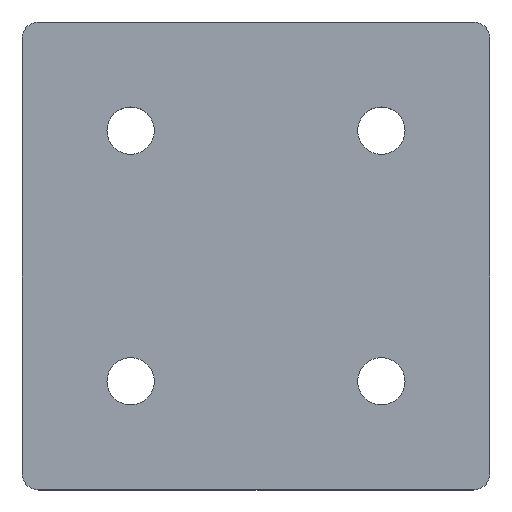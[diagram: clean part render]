
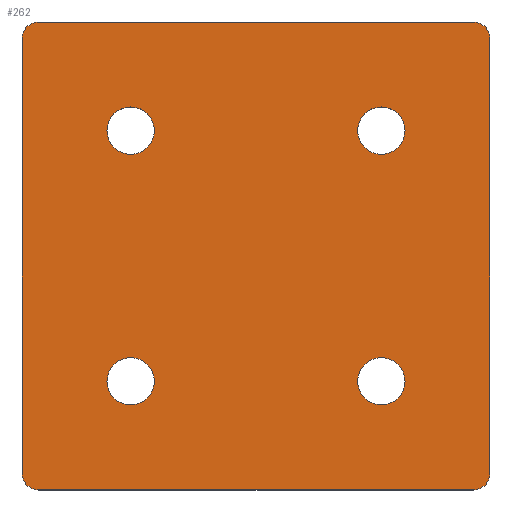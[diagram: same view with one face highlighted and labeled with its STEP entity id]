
A CAD part, top view. The second image highlights one B-rep face of the part: STEP entity #262.
In plain terms, the highlighted planar face has unit normal (0, 0, 1).
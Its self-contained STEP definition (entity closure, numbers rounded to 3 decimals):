
#23=FACE_BOUND('',#69,.T.);
#24=FACE_BOUND('',#70,.T.);
#25=FACE_BOUND('',#71,.T.);
#26=FACE_BOUND('',#72,.T.);
#32=PLANE('',#294);
#46=FACE_OUTER_BOUND('',#68,.T.);
#68=EDGE_LOOP('',(#229,#230,#231,#232,#233,#234,#235,#236));
#69=EDGE_LOOP('',(#237));
#70=EDGE_LOOP('',(#238));
#71=EDGE_LOOP('',(#239));
#72=EDGE_LOOP('',(#240));
#77=LINE('',#388,#93);
#83=LINE('',#417,#99);
#87=LINE('',#440,#103);
#88=LINE('',#442,#104);
#93=VECTOR('',#309,78.);
#99=VECTOR('',#337,78.);
#103=VECTOR('',#367,78.);
#104=VECTOR('',#370,78.);
#105=CIRCLE('',#266,3.);
#114=CIRCLE('',#278,3.);
#115=CIRCLE('',#281,3.);
#116=CIRCLE('',#283,3.);
#117=CIRCLE('',#285,4.25);
#118=CIRCLE('',#287,4.25);
#119=CIRCLE('',#289,4.25);
#120=CIRCLE('',#291,4.25);
#121=VERTEX_POINT('',#375);
#122=VERTEX_POINT('',#376);
#126=VERTEX_POINT('',#386);
#136=VERTEX_POINT('',#410);
#137=VERTEX_POINT('',#411);
#138=VERTEX_POINT('',#416);
#139=VERTEX_POINT('',#420);
#140=VERTEX_POINT('',#424);
#141=VERTEX_POINT('',#428);
#142=VERTEX_POINT('',#431);
#143=VERTEX_POINT('',#434);
#144=VERTEX_POINT('',#437);
#145=EDGE_CURVE('',#121,#122,#105,.T.);
#151=EDGE_CURVE('',#121,#126,#77,.T.);
#162=EDGE_CURVE('',#136,#137,#114,.T.);
#165=EDGE_CURVE('',#138,#137,#83,.T.);
#167=EDGE_CURVE('',#138,#139,#115,.T.);
#169=EDGE_CURVE('',#140,#126,#116,.T.);
#171=EDGE_CURVE('',#141,#141,#117,.T.);
#172=EDGE_CURVE('',#142,#142,#118,.T.);
#173=EDGE_CURVE('',#143,#143,#119,.T.);
#174=EDGE_CURVE('',#144,#144,#120,.T.);
#175=EDGE_CURVE('',#136,#122,#87,.T.);
#176=EDGE_CURVE('',#140,#139,#88,.T.);
#229=ORIENTED_EDGE('',*,*,#145,.F.);
#230=ORIENTED_EDGE('',*,*,#151,.T.);
#231=ORIENTED_EDGE('',*,*,#169,.F.);
#232=ORIENTED_EDGE('',*,*,#176,.T.);
#233=ORIENTED_EDGE('',*,*,#167,.F.);
#234=ORIENTED_EDGE('',*,*,#165,.T.);
#235=ORIENTED_EDGE('',*,*,#162,.F.);
#236=ORIENTED_EDGE('',*,*,#175,.T.);
#237=ORIENTED_EDGE('',*,*,#171,.T.);
#238=ORIENTED_EDGE('',*,*,#172,.T.);
#239=ORIENTED_EDGE('',*,*,#173,.T.);
#240=ORIENTED_EDGE('',*,*,#174,.T.);
#262=ADVANCED_FACE('',(#46,#23,#24,#25,#26),#32,.T.);
#266=AXIS2_PLACEMENT_3D('',#377,#299,#300);
#278=AXIS2_PLACEMENT_3D('',#412,#331,#332);
#281=AXIS2_PLACEMENT_3D('',#421,#341,#342);
#283=AXIS2_PLACEMENT_3D('',#425,#346,#347);
#285=AXIS2_PLACEMENT_3D('',#429,#351,#352);
#287=AXIS2_PLACEMENT_3D('',#432,#355,#356);
#289=AXIS2_PLACEMENT_3D('',#435,#359,#360);
#291=AXIS2_PLACEMENT_3D('',#438,#363,#364);
#294=AXIS2_PLACEMENT_3D('',#443,#371,#372);
#299=DIRECTION('center_axis',(0.,0.,-1.));
#300=DIRECTION('ref_axis',(0.707,0.707,0.));
#309=DIRECTION('',(-1.,0.,0.));
#331=DIRECTION('center_axis',(0.,0.,-1.));
#332=DIRECTION('ref_axis',(0.707,-0.707,0.));
#337=DIRECTION('',(1.,0.,0.));
#341=DIRECTION('center_axis',(0.,0.,-1.));
#342=DIRECTION('ref_axis',(-0.707,-0.707,0.));
#346=DIRECTION('center_axis',(0.,0.,-1.));
#347=DIRECTION('ref_axis',(-0.707,0.707,0.));
#351=DIRECTION('center_axis',(0.,0.,-1.));
#352=DIRECTION('ref_axis',(-1.,0.,0.));
#355=DIRECTION('center_axis',(0.,0.,-1.));
#356=DIRECTION('ref_axis',(-1.,0.,0.));
#359=DIRECTION('center_axis',(0.,0.,-1.));
#360=DIRECTION('ref_axis',(-1.,0.,0.));
#363=DIRECTION('center_axis',(0.,0.,-1.));
#364=DIRECTION('ref_axis',(-1.,0.,0.));
#367=DIRECTION('',(0.,1.,0.));
#370=DIRECTION('',(0.,-1.,0.));
#371=DIRECTION('center_axis',(0.,0.,1.));
#372=DIRECTION('ref_axis',(1.,0.,0.));
#375=CARTESIAN_POINT('',(39.,42.,5.));
#376=CARTESIAN_POINT('',(42.,39.,5.));
#377=CARTESIAN_POINT('Origin',(39.,39.,5.));
#386=CARTESIAN_POINT('',(-39.,42.,5.));
#388=CARTESIAN_POINT('',(-42.,42.,5.));
#410=CARTESIAN_POINT('',(42.,-39.,5.));
#411=CARTESIAN_POINT('',(39.,-42.,5.));
#412=CARTESIAN_POINT('Origin',(39.,-39.,5.));
#416=CARTESIAN_POINT('',(-39.,-42.,5.));
#417=CARTESIAN_POINT('',(42.,-42.,5.));
#420=CARTESIAN_POINT('',(-42.,-39.,5.));
#421=CARTESIAN_POINT('Origin',(-39.,-39.,5.));
#424=CARTESIAN_POINT('',(-42.,39.,5.));
#425=CARTESIAN_POINT('Origin',(-39.,39.,5.));
#428=CARTESIAN_POINT('',(-18.25,22.5,5.));
#429=CARTESIAN_POINT('Origin',(-22.5,22.5,5.));
#431=CARTESIAN_POINT('',(-18.25,-22.5,5.));
#432=CARTESIAN_POINT('Origin',(-22.5,-22.5,5.));
#434=CARTESIAN_POINT('',(26.75,-22.5,5.));
#435=CARTESIAN_POINT('Origin',(22.5,-22.5,5.));
#437=CARTESIAN_POINT('',(26.75,22.5,5.));
#438=CARTESIAN_POINT('Origin',(22.5,22.5,5.));
#440=CARTESIAN_POINT('',(42.,42.,5.));
#442=CARTESIAN_POINT('',(-42.,-42.,5.));
#443=CARTESIAN_POINT('Origin',(0.,0.,5.));
